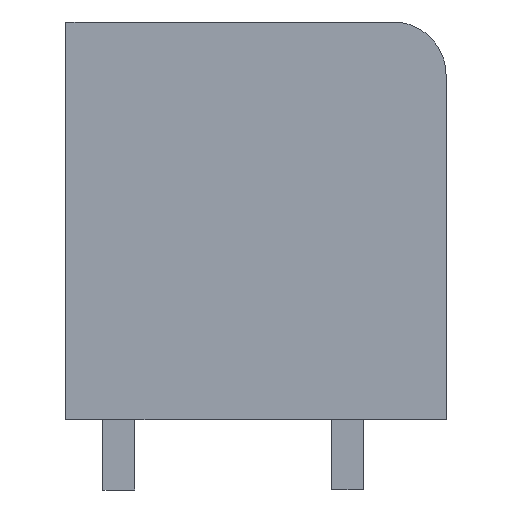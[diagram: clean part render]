
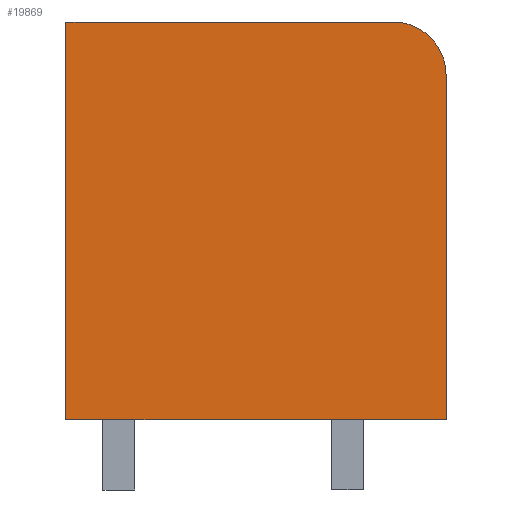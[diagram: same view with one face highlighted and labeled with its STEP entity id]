
A CAD part, left-side view. The second image highlights one B-rep face of the part: STEP entity #19869.
In plain terms, the highlighted planar face has unit normal (-1, 0, 0).
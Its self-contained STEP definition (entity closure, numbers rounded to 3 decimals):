
#1304 = ORIENTED_EDGE ( 'NONE', *, *, #16190, .F. ) ;
#1805 = CARTESIAN_POINT ( 'NONE',  ( -39.35, -9.1, 19.6 ) ) ;
#2053 = EDGE_CURVE ( 'NONE', #5269, #6412, #8989, .T. ) ;
#2099 = DIRECTION ( 'NONE',  ( 0., 0., -1. ) ) ;
#2929 = CARTESIAN_POINT ( 'NONE',  ( -39.35, 9.5, 22.6 ) ) ;
#3140 = EDGE_CURVE ( 'NONE', #10315, #15959, #9849, .T. ) ;
#3519 = DIRECTION ( 'NONE',  ( 1., 0., 0. ) ) ;
#3564 = AXIS2_PLACEMENT_3D ( 'NONE', #1805, #25383, #2099 ) ;
#3964 = AXIS2_PLACEMENT_3D ( 'NONE', #24632, #3519, #16265 ) ;
#4304 = LINE ( 'NONE', #6566, #12949 ) ;
#4419 = CARTESIAN_POINT ( 'NONE',  ( -39.35, 9.5, 0. ) ) ;
#5195 = VECTOR ( 'NONE', #7461, 1000. ) ;
#5269 = VERTEX_POINT ( 'NONE', #24608 ) ;
#5571 = DIRECTION ( 'NONE',  ( 0., 0., -1. ) ) ;
#6142 = LINE ( 'NONE', #4419, #20592 ) ;
#6412 = VERTEX_POINT ( 'NONE', #21217 ) ;
#6566 = CARTESIAN_POINT ( 'NONE',  ( -39.35, -12.1, 22.6 ) ) ;
#7461 = DIRECTION ( 'NONE',  ( 0., -1., 0. ) ) ;
#7905 = CARTESIAN_POINT ( 'NONE',  ( -39.35, 9.5, 22.6 ) ) ;
#8505 = VERTEX_POINT ( 'NONE', #20645 ) ;
#8745 = ORIENTED_EDGE ( 'NONE', *, *, #17829, .T. ) ;
#8989 = CIRCLE ( 'NONE', #3564, 3. ) ;
#9382 = EDGE_CURVE ( 'NONE', #10315, #6412, #23936, .T. ) ;
#9768 = ORIENTED_EDGE ( 'NONE', *, *, #2053, .T. ) ;
#9849 = LINE ( 'NONE', #27131, #16434 ) ;
#10315 = VERTEX_POINT ( 'NONE', #7905 ) ;
#11564 = FACE_OUTER_BOUND ( 'NONE', #24716, .T. ) ;
#12949 = VECTOR ( 'NONE', #15094, 1000. ) ;
#13769 = ORIENTED_EDGE ( 'NONE', *, *, #9382, .F. ) ;
#13822 = PLANE ( 'NONE',  #3964 ) ;
#14790 = DIRECTION ( 'NONE',  ( 0., -1., 0. ) ) ;
#15094 = DIRECTION ( 'NONE',  ( 0., 0., -1. ) ) ;
#15959 = VERTEX_POINT ( 'NONE', #17540 ) ;
#16190 = EDGE_CURVE ( 'NONE', #5269, #8505, #4304, .T. ) ;
#16265 = DIRECTION ( 'NONE',  ( 0., 0., -1. ) ) ;
#16434 = VECTOR ( 'NONE', #5571, 1000. ) ;
#17540 = CARTESIAN_POINT ( 'NONE',  ( -39.35, 9.5, 0. ) ) ;
#17829 = EDGE_CURVE ( 'NONE', #15959, #8505, #6142, .T. ) ;
#19869 = ADVANCED_FACE ( 'NONE', ( #11564 ), #13822, .F. ) ;
#20592 = VECTOR ( 'NONE', #14790, 1000. ) ;
#20645 = CARTESIAN_POINT ( 'NONE',  ( -39.35, -12.1, 0. ) ) ;
#21217 = CARTESIAN_POINT ( 'NONE',  ( -39.35, -9.1, 22.6 ) ) ;
#23936 = LINE ( 'NONE', #2929, #5195 ) ;
#24608 = CARTESIAN_POINT ( 'NONE',  ( -39.35, -12.1, 19.6 ) ) ;
#24632 = CARTESIAN_POINT ( 'NONE',  ( -39.35, 9.5, 22.6 ) ) ;
#24716 = EDGE_LOOP ( 'NONE', ( #1304, #9768, #13769, #25063, #8745 ) ) ;
#25063 = ORIENTED_EDGE ( 'NONE', *, *, #3140, .T. ) ;
#25383 = DIRECTION ( 'NONE',  ( -1., 0., 0. ) ) ;
#27131 = CARTESIAN_POINT ( 'NONE',  ( -39.35, 9.5, 22.6 ) ) ;
